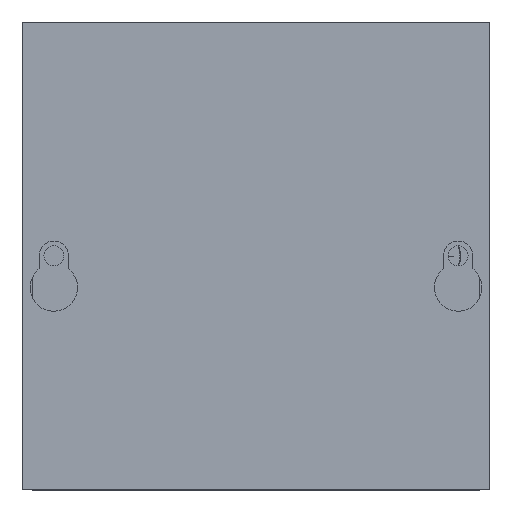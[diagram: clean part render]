
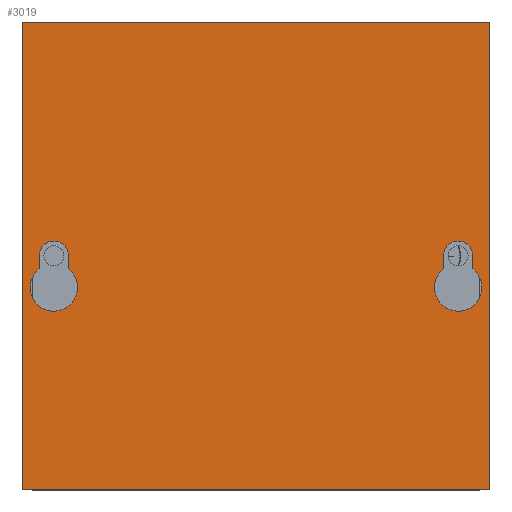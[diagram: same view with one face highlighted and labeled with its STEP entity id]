
A CAD part, top view. The second image highlights one B-rep face of the part: STEP entity #3019.
In plain terms, the highlighted planar face has unit normal (0, 0, 1).
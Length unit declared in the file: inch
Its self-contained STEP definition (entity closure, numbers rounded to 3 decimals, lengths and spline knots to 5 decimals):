
#55 = ORIENTED_EDGE ( 'NONE', *, *, #1323, .T. ) ;
#80 = DIRECTION ( 'NONE',  ( 0., -1., 0. ) ) ;
#84 = DIRECTION ( 'NONE',  ( 0., 0., -1. ) ) ;
#185 = DIRECTION ( 'NONE',  ( 0., -1., 0. ) ) ;
#197 = EDGE_LOOP ( 'NONE', ( #55, #3338, #3002, #513, #799, #2224 ) ) ;
#291 = CARTESIAN_POINT ( 'NONE',  ( -1.73, -0.272, 3.057 ) ) ;
#292 = LINE ( 'NONE', #5441, #3311 ) ;
#299 = LINE ( 'NONE', #3038, #3511 ) ;
#327 = EDGE_CURVE ( 'NONE', #989, #3740, #2399, .T. ) ;
#395 = CARTESIAN_POINT ( 'NONE',  ( 1.605, -2., 3.057 ) ) ;
#403 = CARTESIAN_POINT ( 'NONE',  ( 1.527, -0.272, 3.057 ) ) ;
#415 = ORIENTED_EDGE ( 'NONE', *, *, #4008, .T. ) ;
#440 = ORIENTED_EDGE ( 'NONE', *, *, #3352, .T. ) ;
#497 = DIRECTION ( 'NONE',  ( 0., 0., -1. ) ) ;
#513 = ORIENTED_EDGE ( 'NONE', *, *, #1659, .T. ) ;
#535 = CARTESIAN_POINT ( 'NONE',  ( -1.855, -0.11205, 3.057 ) ) ;
#609 = CARTESIAN_POINT ( 'NONE',  ( 2., -2., 3.057 ) ) ;
#634 = CIRCLE ( 'NONE', #1208, 0.203 ) ;
#685 = CARTESIAN_POINT ( 'NONE',  ( -1.605, 0., 3.057 ) ) ;
#700 = CARTESIAN_POINT ( 'NONE',  ( 2., 2., 3.057 ) ) ;
#799 = ORIENTED_EDGE ( 'NONE', *, *, #5323, .T. ) ;
#855 = CARTESIAN_POINT ( 'NONE',  ( -2., -2., 3.057 ) ) ;
#861 = ORIENTED_EDGE ( 'NONE', *, *, #898, .T. ) ;
#891 = DIRECTION ( 'NONE',  ( 0., 1., 0. ) ) ;
#898 = EDGE_CURVE ( 'NONE', #2316, #4018, #1915, .T. ) ;
#962 = EDGE_CURVE ( 'NONE', #3740, #2667, #5754, .T. ) ;
#984 = ORIENTED_EDGE ( 'NONE', *, *, #3076, .T. ) ;
#989 = VERTEX_POINT ( 'NONE', #1550 ) ;
#1102 = AXIS2_PLACEMENT_3D ( 'NONE', #3809, #5486, #3235 ) ;
#1208 = AXIS2_PLACEMENT_3D ( 'NONE', #2267, #5938, #5487 ) ;
#1219 = AXIS2_PLACEMENT_3D ( 'NONE', #3911, #1998, #5609 ) ;
#1298 = VERTEX_POINT ( 'NONE', #5009 ) ;
#1323 = EDGE_CURVE ( 'NONE', #3480, #989, #4022, .T. ) ;
#1478 = VECTOR ( 'NONE', #891, 39.37008 ) ;
#1550 = CARTESIAN_POINT ( 'NONE',  ( 1.933, -0.272, 3.057 ) ) ;
#1563 = EDGE_LOOP ( 'NONE', ( #4053, #3891, #5359, #5020, #1985, #861 ) ) ;
#1628 = VECTOR ( 'NONE', #3537, 39.37008 ) ;
#1659 = EDGE_CURVE ( 'NONE', #2667, #4913, #4553, .T. ) ;
#1668 = CIRCLE ( 'NONE', #1863, 0.125 ) ;
#1675 = AXIS2_PLACEMENT_3D ( 'NONE', #2451, #84, #4689 ) ;
#1754 = CIRCLE ( 'NONE', #2811, 0.203 ) ;
#1788 = CARTESIAN_POINT ( 'NONE',  ( 1.855, 0., 3.057 ) ) ;
#1791 = PLANE ( 'NONE',  #1102 ) ;
#1800 = CARTESIAN_POINT ( 'NONE',  ( -1.855, -2., 3.057 ) ) ;
#1801 = DIRECTION ( 'NONE',  ( 1., 0., 0. ) ) ;
#1822 = CARTESIAN_POINT ( 'NONE',  ( -1.605, -2., 3.057 ) ) ;
#1858 = VERTEX_POINT ( 'NONE', #5594 ) ;
#1863 = AXIS2_PLACEMENT_3D ( 'NONE', #2715, #5823, #4035 ) ;
#1873 = VECTOR ( 'NONE', #185, 39.37008 ) ;
#1915 = LINE ( 'NONE', #1822, #3756 ) ;
#1935 = DIRECTION ( 'NONE',  ( 0., 0., -1. ) ) ;
#1985 = ORIENTED_EDGE ( 'NONE', *, *, #2773, .T. ) ;
#1998 = DIRECTION ( 'NONE',  ( 0., 0., -1. ) ) ;
#2146 = AXIS2_PLACEMENT_3D ( 'NONE', #291, #4040, #5351 ) ;
#2224 = ORIENTED_EDGE ( 'NONE', *, *, #3198, .T. ) ;
#2267 = CARTESIAN_POINT ( 'NONE',  ( -1.73, -0.272, 3.057 ) ) ;
#2284 = VERTEX_POINT ( 'NONE', #5022 ) ;
#2316 = VERTEX_POINT ( 'NONE', #685 ) ;
#2341 = CARTESIAN_POINT ( 'NONE',  ( -1.73, -0.272, 3.057 ) ) ;
#2399 = CIRCLE ( 'NONE', #4716, 0.203 ) ;
#2411 = CARTESIAN_POINT ( 'NONE',  ( -1.605, -0.11205, 3.057 ) ) ;
#2434 = LINE ( 'NONE', #2557, #1873 ) ;
#2451 = CARTESIAN_POINT ( 'NONE',  ( -1.73, 0., 3.057 ) ) ;
#2463 = EDGE_CURVE ( 'NONE', #4018, #1858, #4747, .T. ) ;
#2533 = DIRECTION ( 'NONE',  ( -1., 0., 0. ) ) ;
#2557 = CARTESIAN_POINT ( 'NONE',  ( -2., -2., 3.057 ) ) ;
#2638 = EDGE_CURVE ( 'NONE', #3519, #1298, #3208, .T. ) ;
#2667 = VERTEX_POINT ( 'NONE', #2723 ) ;
#2715 = CARTESIAN_POINT ( 'NONE',  ( 1.73, 0., 3.057 ) ) ;
#2723 = CARTESIAN_POINT ( 'NONE',  ( 1.605, -0.11205, 3.057 ) ) ;
#2773 = EDGE_CURVE ( 'NONE', #1298, #2316, #3212, .T. ) ;
#2783 = DIRECTION ( 'NONE',  ( 1., 0., 0. ) ) ;
#2811 = AXIS2_PLACEMENT_3D ( 'NONE', #2341, #4198, #5414 ) ;
#2843 = CARTESIAN_POINT ( 'NONE',  ( 1.73, -0.272, 3.057 ) ) ;
#2955 = CARTESIAN_POINT ( 'NONE',  ( 1.73, -0.272, 3.057 ) ) ;
#3002 = ORIENTED_EDGE ( 'NONE', *, *, #962, .T. ) ;
#3019 = ADVANCED_FACE ( 'NONE', ( #5431, #4504, #5184 ), #1791, .T. ) ;
#3034 = VERTEX_POINT ( 'NONE', #855 ) ;
#3038 = CARTESIAN_POINT ( 'NONE',  ( 1.855, -2., 3.057 ) ) ;
#3076 = EDGE_CURVE ( 'NONE', #4659, #3034, #2434, .T. ) ;
#3198 = EDGE_CURVE ( 'NONE', #5794, #3480, #299, .T. ) ;
#3208 = LINE ( 'NONE', #1800, #1478 ) ;
#3212 = CIRCLE ( 'NONE', #1675, 0.125 ) ;
#3235 = DIRECTION ( 'NONE',  ( 1., 0., 0. ) ) ;
#3311 = VECTOR ( 'NONE', #1801, 39.37008 ) ;
#3338 = ORIENTED_EDGE ( 'NONE', *, *, #327, .T. ) ;
#3352 = EDGE_CURVE ( 'NONE', #3034, #2284, #292, .T. ) ;
#3480 = VERTEX_POINT ( 'NONE', #3709 ) ;
#3511 = VECTOR ( 'NONE', #3984, 39.37008 ) ;
#3519 = VERTEX_POINT ( 'NONE', #535 ) ;
#3537 = DIRECTION ( 'NONE',  ( 0., 1., 0. ) ) ;
#3709 = CARTESIAN_POINT ( 'NONE',  ( 1.855, -0.11205, 3.057 ) ) ;
#3711 = VECTOR ( 'NONE', #2533, 39.37008 ) ;
#3740 = VERTEX_POINT ( 'NONE', #403 ) ;
#3756 = VECTOR ( 'NONE', #80, 39.37008 ) ;
#3809 = CARTESIAN_POINT ( 'NONE',  ( -2., -2., 3.057 ) ) ;
#3813 = DIRECTION ( 'NONE',  ( 1., 0., 0. ) ) ;
#3816 = DIRECTION ( 'NONE',  ( 0., 1., 0. ) ) ;
#3891 = ORIENTED_EDGE ( 'NONE', *, *, #3975, .T. ) ;
#3911 = CARTESIAN_POINT ( 'NONE',  ( 1.73, -0.272, 3.057 ) ) ;
#3963 = LINE ( 'NONE', #4946, #3711 ) ;
#3975 = EDGE_CURVE ( 'NONE', #1858, #5806, #634, .T. ) ;
#3984 = DIRECTION ( 'NONE',  ( 0., -1., 0. ) ) ;
#4008 = EDGE_CURVE ( 'NONE', #2284, #4026, #5666, .T. ) ;
#4018 = VERTEX_POINT ( 'NONE', #2411 ) ;
#4022 = CIRCLE ( 'NONE', #4310, 0.203 ) ;
#4026 = VERTEX_POINT ( 'NONE', #700 ) ;
#4035 = DIRECTION ( 'NONE',  ( 1., 0., 0. ) ) ;
#4040 = DIRECTION ( 'NONE',  ( 0., 0., -1. ) ) ;
#4053 = ORIENTED_EDGE ( 'NONE', *, *, #2463, .T. ) ;
#4074 = CARTESIAN_POINT ( 'NONE',  ( -2., 2., 3.057 ) ) ;
#4117 = EDGE_CURVE ( 'NONE', #4026, #4659, #3963, .T. ) ;
#4198 = DIRECTION ( 'NONE',  ( 0., 0., -1. ) ) ;
#4205 = ORIENTED_EDGE ( 'NONE', *, *, #4117, .T. ) ;
#4310 = AXIS2_PLACEMENT_3D ( 'NONE', #2955, #1935, #3813 ) ;
#4504 = FACE_BOUND ( 'NONE', #197, .T. ) ;
#4553 = LINE ( 'NONE', #395, #1628 ) ;
#4659 = VERTEX_POINT ( 'NONE', #4074 ) ;
#4689 = DIRECTION ( 'NONE',  ( 1., 0., 0. ) ) ;
#4700 = EDGE_CURVE ( 'NONE', #5806, #3519, #1754, .T. ) ;
#4716 = AXIS2_PLACEMENT_3D ( 'NONE', #2843, #497, #2783 ) ;
#4747 = CIRCLE ( 'NONE', #2146, 0.203 ) ;
#4871 = EDGE_LOOP ( 'NONE', ( #415, #4205, #984, #440 ) ) ;
#4913 = VERTEX_POINT ( 'NONE', #5202 ) ;
#4946 = CARTESIAN_POINT ( 'NONE',  ( -2., 2., 3.057 ) ) ;
#5009 = CARTESIAN_POINT ( 'NONE',  ( -1.855, 0., 3.057 ) ) ;
#5020 = ORIENTED_EDGE ( 'NONE', *, *, #2638, .T. ) ;
#5022 = CARTESIAN_POINT ( 'NONE',  ( 2., -2., 3.057 ) ) ;
#5184 = FACE_BOUND ( 'NONE', #1563, .T. ) ;
#5202 = CARTESIAN_POINT ( 'NONE',  ( 1.605, 0., 3.057 ) ) ;
#5323 = EDGE_CURVE ( 'NONE', #4913, #5794, #1668, .T. ) ;
#5342 = VECTOR ( 'NONE', #3816, 39.37008 ) ;
#5351 = DIRECTION ( 'NONE',  ( 1., 0., 0. ) ) ;
#5359 = ORIENTED_EDGE ( 'NONE', *, *, #4700, .T. ) ;
#5391 = CARTESIAN_POINT ( 'NONE',  ( -1.933, -0.272, 3.057 ) ) ;
#5414 = DIRECTION ( 'NONE',  ( 1., 0., 0. ) ) ;
#5431 = FACE_OUTER_BOUND ( 'NONE', #4871, .T. ) ;
#5441 = CARTESIAN_POINT ( 'NONE',  ( -2., -2., 3.057 ) ) ;
#5486 = DIRECTION ( 'NONE',  ( 0., 0., 1. ) ) ;
#5487 = DIRECTION ( 'NONE',  ( 1., 0., 0. ) ) ;
#5594 = CARTESIAN_POINT ( 'NONE',  ( -1.527, -0.272, 3.057 ) ) ;
#5609 = DIRECTION ( 'NONE',  ( 1., 0., 0. ) ) ;
#5666 = LINE ( 'NONE', #609, #5342 ) ;
#5754 = CIRCLE ( 'NONE', #1219, 0.203 ) ;
#5794 = VERTEX_POINT ( 'NONE', #1788 ) ;
#5806 = VERTEX_POINT ( 'NONE', #5391 ) ;
#5823 = DIRECTION ( 'NONE',  ( 0., 0., -1. ) ) ;
#5938 = DIRECTION ( 'NONE',  ( 0., 0., -1. ) ) ;
